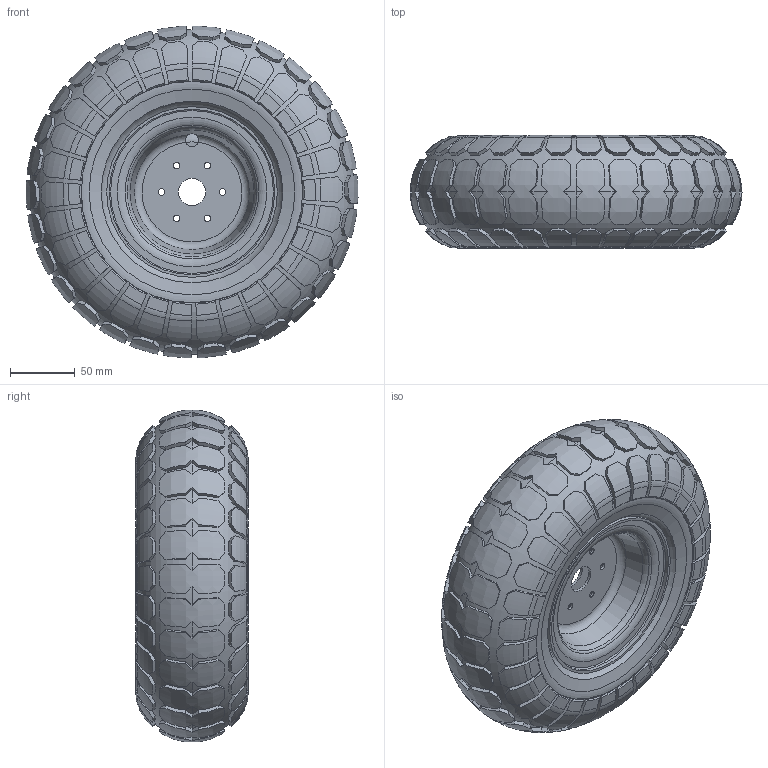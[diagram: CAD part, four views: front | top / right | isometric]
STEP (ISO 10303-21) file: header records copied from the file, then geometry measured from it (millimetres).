
FILE_DESCRIPTION( ('This file contains a STEP AP42 implementation' ,'as created by ZW3D STEP Interface translator.') ,'2;1' );
FILE_NAME( '軞蚾-10渡謫怚(1).stp' ,'22 517.171110', (''), ('ZWCAD Software Co.'), 'Version 1.0', 'ZW3D to STEP translator', '' );
FILE_SCHEMA(('AUTOMOTIVE_DESIGN { 1 0 10303 214 1 1 1 1 }'));
Length unit declared in the file: millimetre
Products named in the file (2): 0; 軞蚾-10渡謫怚(1)
Bounding box: 255.88 x 87.09 x 255.8 mm (x, y, z)
Volume: 1137137.1 mm3; surface area: 311232.6 mm2
Topology: 1 solids, 1 shells, 1115 faces, 3058 edges, 2009 vertices
Faces by surface type: plane 370, cone 248, bspline 240, torus 176, cylinder 81
Full cylindrical faces by diameter (mm): 5 x12, 10.1 x1, 21 x2, 100 x2, 127.5 x2, 131.5 x2
Entity records: 52194 total; most frequent: CARTESIAN_POINT 24543, ORIENTED_EDGE 6116, DIRECTION 4887, EDGE_CURVE 3058, AXIS2_PLACEMENT_3D 2159, VERTEX_POINT 2009, CIRCLE 1283, EDGE_LOOP 1207
